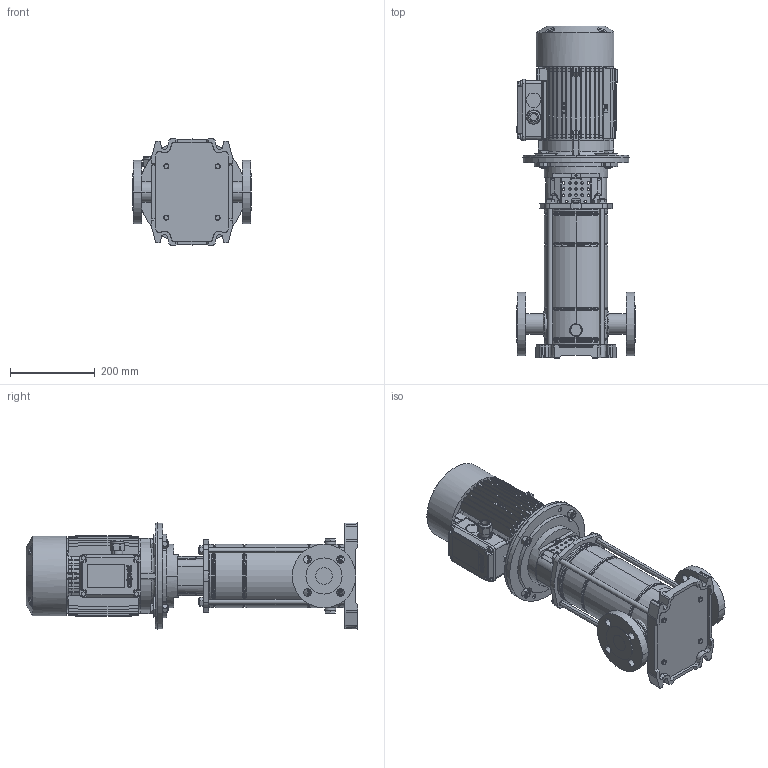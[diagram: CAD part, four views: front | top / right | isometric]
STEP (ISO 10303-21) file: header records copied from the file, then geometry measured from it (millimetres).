
FILE_DESCRIPTION (( 'STEP AP214' ), '1' );
FILE_NAME ('10008426swa00.step', '2021-07-22T14:04:29', ( '' ), ( '' ), 'SwSTEP 2.0', 'SolidWorks 2020', '' );
FILE_SCHEMA (( 'AUTOMOTIVE_DESIGN' ));
Length unit declared in the file: millimetre
Products named in the file (14): 10007568swp00_M90 B5-De250; 4_92_266_REV00; 10000005swn00_M12 A2-70; 10007670swn00_M25x1.5; 10007654swp00; 10007653swp00_M12X368; 10007576swa00_M90 VERT.; 10007650swp00_MXV 40-906; 10000016swn00_M12x35 8.8; 10008426swa00; 10007571swp00_90 SZ VERT; 10007643swp00; 10007431swp00_Flangia mot.112; 10000005swn00_M12 õ
Assembly tree (26 placements, depth 3):
  10008426swa00
    10007643swp00
    10007650swp00_MXV 40-906
    10007654swp00
    10007431swp00_Flangia mot.112
    10007653swp00_M12X368  x4
    10000005swn00_M12 õ  x4
    4_92_266_REV00  x2
    10007576swa00_M90 VERT.
      10007568swp00_M90 B5-De250
      10007571swp00_90 SZ VERT
      10007670swn00_M25x1.5
    10000005swn00_M12 A2-70  x4
    10000016swn00_M12x35 8.8  x4
Bounding box: 280 x 782.5 x 250 mm (x, y, z)
Volume: 17269723.5 mm3; surface area: 1557908.4 mm2
Topology: 48 solids, 48 shells, 2622 faces, 6613 edges, 4176 vertices
Faces by surface type: plane 1242, cylinder 715, cone 395, torus 142, bspline 120, sphere 8
Entity records: 73557 total; most frequent: CARTESIAN_POINT 18021, ORIENTED_EDGE 11422, DIRECTION 10995, EDGE_CURVE 5711, AXIS2_PLACEMENT_3D 3873, VERTEX_POINT 3653, LINE 3249, VECTOR 3249
